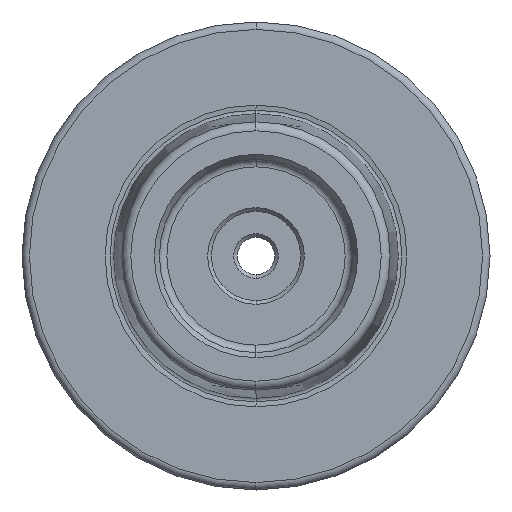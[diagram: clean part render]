
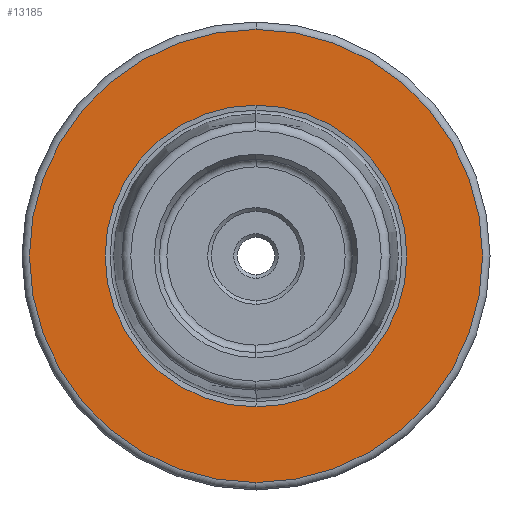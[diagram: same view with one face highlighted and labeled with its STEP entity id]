
A CAD part, left-side view. The second image highlights one B-rep face of the part: STEP entity #13185.
In plain terms, the highlighted planar face has unit normal (-1, 0, 0).
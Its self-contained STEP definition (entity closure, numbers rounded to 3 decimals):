
#150 = EDGE_CURVE ( 'NONE', #4324, #4302, #8374, .T. ) ;
#416 = EDGE_CURVE ( 'NONE', #4797, #4796, #8116, .T. ) ;
#478 = EDGE_CURVE ( 'NONE', #4796, #4797, #8141, .T. ) ;
#501 = EDGE_CURVE ( 'NONE', #4302, #4324, #8228, .T. ) ;
#1471 = DIRECTION ( 'NONE',  ( 0., 0., 1. ) ) ;
#1509 = CARTESIAN_POINT ( 'NONE',  ( 0., 0., 0. ) ) ;
#1510 = DIRECTION ( 'NONE',  ( -1., 0., 0. ) ) ;
#2065 = AXIS2_PLACEMENT_3D ( 'NONE', #9695, #9692, #9676 ) ;
#3755 = FACE_BOUND ( 'NONE', #4789, .T. ) ;
#3772 = FACE_OUTER_BOUND ( 'NONE', #4736, .T. ) ;
#4302 = VERTEX_POINT ( 'NONE', #13457 ) ;
#4324 = VERTEX_POINT ( 'NONE', #13522 ) ;
#4736 = EDGE_LOOP ( 'NONE', ( #8913, #8960 ) ) ;
#4789 = EDGE_LOOP ( 'NONE', ( #8973, #8959 ) ) ;
#4796 = VERTEX_POINT ( 'NONE', #13528 ) ;
#4797 = VERTEX_POINT ( 'NONE', #13501 ) ;
#8116 = CIRCLE ( 'NONE', #9227, 20.308 ) ;
#8141 = CIRCLE ( 'NONE', #9244, 20.308 ) ;
#8228 = CIRCLE ( 'NONE', #9276, 30.5 ) ;
#8374 = CIRCLE ( 'NONE', #9206, 30.5 ) ;
#8913 = ORIENTED_EDGE ( 'NONE', *, *, #150, .T. ) ;
#8959 = ORIENTED_EDGE ( 'NONE', *, *, #478, .T. ) ;
#8960 = ORIENTED_EDGE ( 'NONE', *, *, #501, .T. ) ;
#8973 = ORIENTED_EDGE ( 'NONE', *, *, #416, .T. ) ;
#9206 = AXIS2_PLACEMENT_3D ( 'NONE', #1509, #1510, #1471 ) ;
#9227 = AXIS2_PLACEMENT_3D ( 'NONE', #13983, #13982, #13987 ) ;
#9244 = AXIS2_PLACEMENT_3D ( 'NONE', #14258, #14275, #14255 ) ;
#9276 = AXIS2_PLACEMENT_3D ( 'NONE', #14421, #14402, #14393 ) ;
#9676 = DIRECTION ( 'NONE',  ( 0., 0., 1. ) ) ;
#9683 = PLANE ( 'NONE',  #2065 ) ;
#9692 = DIRECTION ( 'NONE',  ( -1., 0., 0. ) ) ;
#9695 = CARTESIAN_POINT ( 'NONE',  ( 0., 20.308, 0. ) ) ;
#13185 = ADVANCED_FACE ( 'NONE', ( #3772, #3755 ), #9683, .T. ) ;
#13457 = CARTESIAN_POINT ( 'NONE',  ( 0., 0., -30.5 ) ) ;
#13501 = CARTESIAN_POINT ( 'NONE',  ( 0., 0., 20.308 ) ) ;
#13522 = CARTESIAN_POINT ( 'NONE',  ( 0., 0., 30.5 ) ) ;
#13528 = CARTESIAN_POINT ( 'NONE',  ( 0., 0., -20.308 ) ) ;
#13982 = DIRECTION ( 'NONE',  ( 1., 0., 0. ) ) ;
#13983 = CARTESIAN_POINT ( 'NONE',  ( 0., 0., 0. ) ) ;
#13987 = DIRECTION ( 'NONE',  ( 0., 0., -1. ) ) ;
#14255 = DIRECTION ( 'NONE',  ( 0., 0., -1. ) ) ;
#14258 = CARTESIAN_POINT ( 'NONE',  ( 0., 0., 0. ) ) ;
#14275 = DIRECTION ( 'NONE',  ( 1., 0., 0. ) ) ;
#14393 = DIRECTION ( 'NONE',  ( 0., 0., 1. ) ) ;
#14402 = DIRECTION ( 'NONE',  ( -1., 0., 0. ) ) ;
#14421 = CARTESIAN_POINT ( 'NONE',  ( 0., 0., 0. ) ) ;
